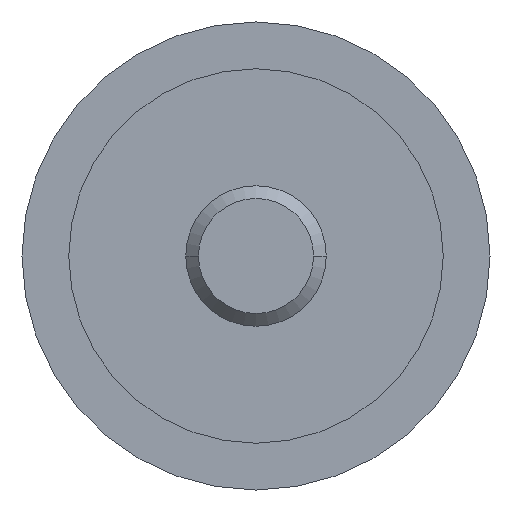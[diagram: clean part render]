
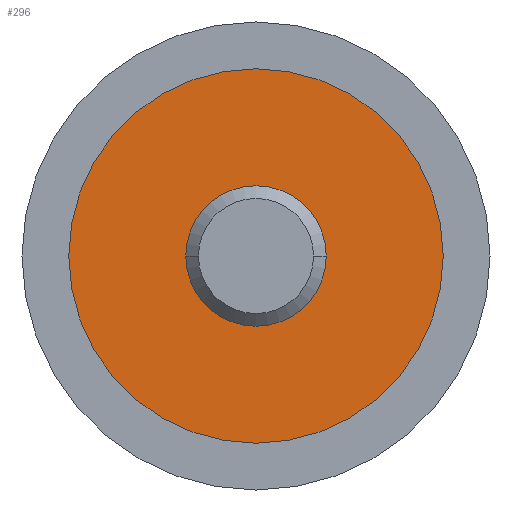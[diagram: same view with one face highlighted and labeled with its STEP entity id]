
A CAD part, front view. The second image highlights one B-rep face of the part: STEP entity #296.
In plain terms, the highlighted planar face has unit normal (0, -1, 0).
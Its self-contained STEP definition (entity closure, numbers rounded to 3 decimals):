
#172=VERTEX_POINT('',#420);
#182=EDGE_CURVE('',#172,#268,#432,.T.);
#194=EDGE_CURVE('',#340,#256,#445,.T.);
#256=VERTEX_POINT('',#515);
#268=VERTEX_POINT('',#532);
#296=ADVANCED_FACE('',(#563,#564),#565,.T.);
#314=EDGE_CURVE('',#256,#340,#583,.T.);
#340=VERTEX_POINT('',#615);
#360=EDGE_CURVE('',#268,#172,#637,.T.);
#420=CARTESIAN_POINT('',(8.0,0.0,0.0));
#432=CIRCLE('',#717,8.0);
#445=CIRCLE('',#732,3.0);
#515=CARTESIAN_POINT('',(3.0,0.0,0.));
#532=CARTESIAN_POINT('',(-8.0,0.0,0.));
#563=FACE_BOUND('',#878,.T.);
#564=FACE_OUTER_BOUND('',#879,.T.);
#565=PLANE('',#880);
#583=CIRCLE('',#907,3.0);
#615=CARTESIAN_POINT('',(-3.0,0.0,0.));
#637=CIRCLE('',#972,8.0);
#717=AXIS2_PLACEMENT_3D('',#1042,#1043,#1044);
#732=AXIS2_PLACEMENT_3D('',#1054,#1055,#1056);
#878=EDGE_LOOP('',(#1200,#1201));
#879=EDGE_LOOP('',(#1202,#1203));
#880=AXIS2_PLACEMENT_3D('',#1204,#1205,#1206);
#907=AXIS2_PLACEMENT_3D('',#1221,#1222,#1223);
#972=AXIS2_PLACEMENT_3D('',#1304,#1305,#1306);
#1042=CARTESIAN_POINT('',(0.0,0.0,0.0));
#1043=DIRECTION('',(0.0,-1.0,0.0));
#1044=DIRECTION('',(1.0,0.0,0.0));
#1054=CARTESIAN_POINT('',(0.0,0.0,0.0));
#1055=DIRECTION('',(-0.0,1.0,0.0));
#1056=DIRECTION('',(1.0,0.0,0.0));
#1200=ORIENTED_EDGE('',*,*,#194,.T.);
#1201=ORIENTED_EDGE('',*,*,#314,.T.);
#1202=ORIENTED_EDGE('',*,*,#182,.T.);
#1203=ORIENTED_EDGE('',*,*,#360,.T.);
#1204=CARTESIAN_POINT('',(0.0,0.0,0.0));
#1205=DIRECTION('',(0.0,-1.0,0.0));
#1206=DIRECTION('',(-1.0,0.0,0.0));
#1221=CARTESIAN_POINT('',(0.0,0.0,0.0));
#1222=DIRECTION('',(-0.0,1.0,0.0));
#1223=DIRECTION('',(1.0,0.0,0.0));
#1304=CARTESIAN_POINT('',(0.0,0.0,0.0));
#1305=DIRECTION('',(0.0,-1.0,0.0));
#1306=DIRECTION('',(1.0,0.0,0.0));
